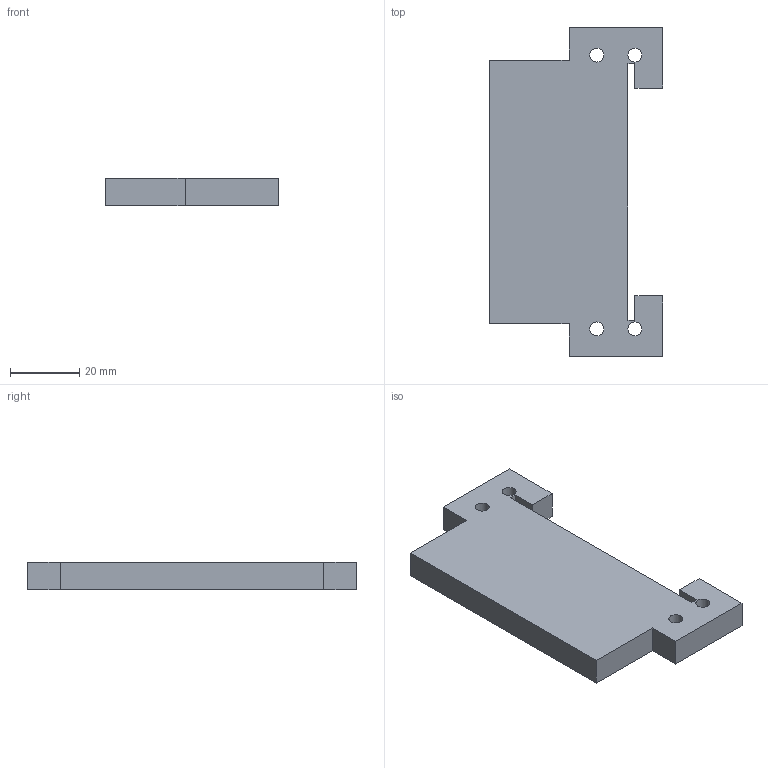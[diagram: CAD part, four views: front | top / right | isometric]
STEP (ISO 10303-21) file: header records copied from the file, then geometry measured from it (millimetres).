
FILE_DESCRIPTION(('HOOPS Exchange Step'),'2;1');
FILE_NAME('temp_export','2022-04-09T00:12:30-06:00',('mobile'),('Shapr3D Limited'),'HOOPS Exchange 2021.2','Shapr3D','Authorized');
FILE_SCHEMA( ('AP203_CONFIGURATION_CONTROLLED_3D_DESIGN_OF_MECHANICAL_PARTS_AND_ASSEMBLIES_MIM_LF') );
Length unit declared in the file: millimetre
Products named in the file (1): plate2
Bounding box: 50 x 95 x 8 mm (x, y, z)
Volume: 29077.9 mm3; surface area: 10375.6 mm2
Topology: 1 solids, 1 shells, 22 faces, 68 edges, 48 vertices
Faces by surface type: plane 18, cylinder 4
Full cylindrical faces by diameter (mm): 4 x4
Entity records: 812 total; most frequent: CARTESIAN_POINT 139, ORIENTED_EDGE 136, DIRECTION 130, EDGE_CURVE 68, VECTOR 52, LINE 52, VERTEX_POINT 48, AXIS2_PLACEMENT_3D 39
